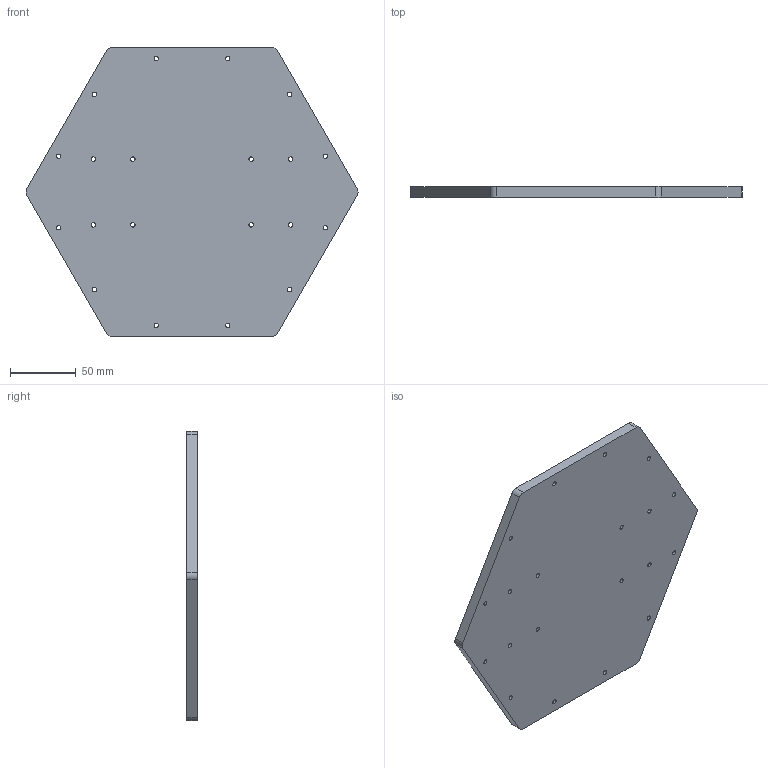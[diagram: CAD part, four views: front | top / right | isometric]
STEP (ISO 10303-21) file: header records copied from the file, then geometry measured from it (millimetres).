
FILE_DESCRIPTION (( 'STEP AP214' ), '1' );
FILE_NAME ('base_plate.STEP', '2025-05-18T11:32:37', ( '' ), ( '' ), 'SwSTEP 2.0', 'SolidWorks 2025', '' );
FILE_SCHEMA (( 'AUTOMOTIVE_DESIGN' ));
Length unit declared in the file: millimetre
Products named in the file (1): base_plate
Bounding box: 252.49 x 8 x 220 mm (x, y, z)
Volume: 333807.9 mm3; surface area: 91232 mm2
Topology: 1 solids, 1 shells, 54 faces, 156 edges, 104 vertices
Faces by surface type: cylinder 46, plane 8
Entity records: 1935 total; most frequent: DIRECTION 358, CARTESIAN_POINT 315, ORIENTED_EDGE 312, EDGE_CURVE 156, AXIS2_PLACEMENT_3D 147, VERTEX_POINT 104, EDGE_LOOP 94, CIRCLE 92
